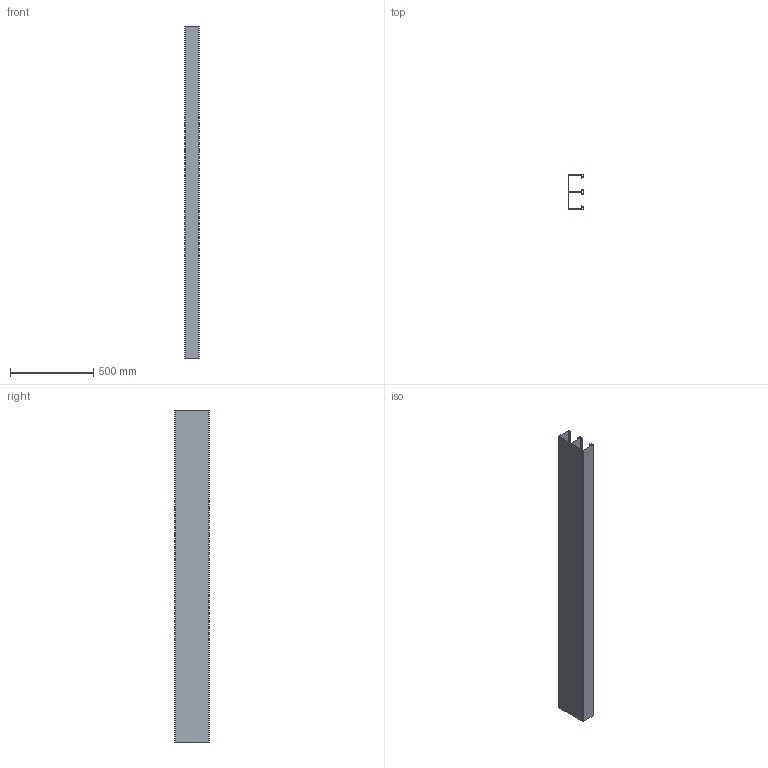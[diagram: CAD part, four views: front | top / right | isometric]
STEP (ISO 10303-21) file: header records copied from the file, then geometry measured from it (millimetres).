
FILE_DESCRIPTION (( 'STEP AP214' ), '1' );
FILE_NAME ('6279600.stp', '2016-06-21T06:13:28', ( '' ), ( '' ), 'SwSTEP 2.0', 'SolidWorks 2014', '' );
FILE_SCHEMA (( 'AUTOMOTIVE_DESIGN' ));
Length unit declared in the file: millimetre
Products named in the file (1): 6279600
Bounding box: 90 x 210 x 2000 mm (x, y, z)
Volume: 2366392.2 mm3; surface area: 2343320.8 mm2
Topology: 1 solids, 1 shells, 98 faces, 288 edges, 192 vertices
Faces by surface type: plane 54, cylinder 44
Entity records: 3314 total; most frequent: CARTESIAN_POINT 579, ORIENTED_EDGE 576, DIRECTION 574, EDGE_CURVE 288, VECTOR 200, LINE 200, VERTEX_POINT 192, AXIS2_PLACEMENT_3D 187
